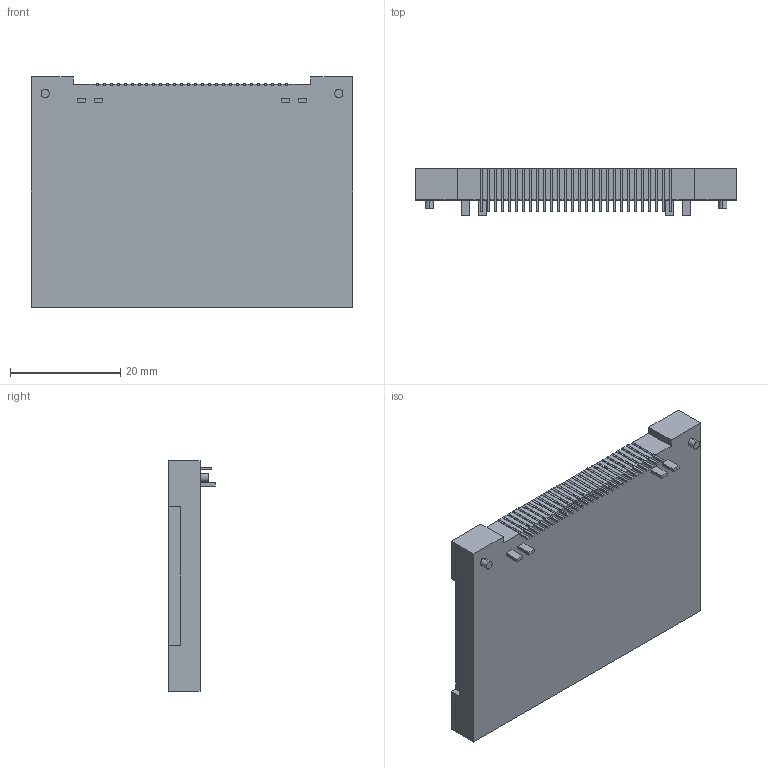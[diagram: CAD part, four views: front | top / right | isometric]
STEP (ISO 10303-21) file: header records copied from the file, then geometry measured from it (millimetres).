
FILE_DESCRIPTION (( 'STEP AP203' ), '1' );
FILE_NAME ('Display 64128K FC BW-RGB (Displaytech).STEP', '2019-10-03T07:10:00', ( '' ), ( '' ), 'SwSTEP 2.0', 'SolidWorks 2018', '' );
FILE_SCHEMA (( 'CONFIG_CONTROL_DESIGN' ));
Length unit declared in the file: millimetre
Products named in the file (1): Display 64128K FC BW-RGB (Displaytech)
Bounding box: 58.2 x 8.5 x 41.7 mm (x, y, z)
Volume: 13285.4 mm3; surface area: 6099.3 mm2
Topology: 1 solids, 1 shells, 218 faces, 632 edges, 424 vertices
Faces by surface type: plane 214, cylinder 4
Entity records: 7125 total; most frequent: CARTESIAN_POINT 1275, ORIENTED_EDGE 1264, DIRECTION 1078, EDGE_CURVE 632, VECTOR 624, LINE 624, VERTEX_POINT 424, AXIS2_PLACEMENT_3D 227
